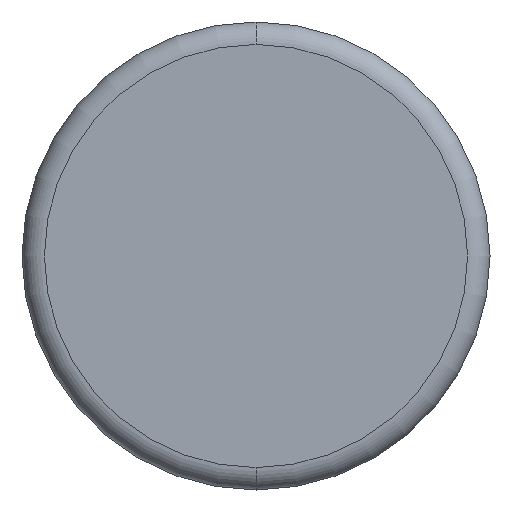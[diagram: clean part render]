
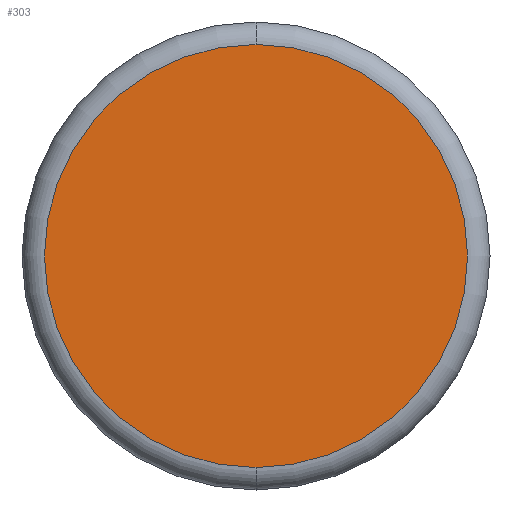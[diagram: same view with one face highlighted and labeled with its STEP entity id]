
A CAD part, front view. The second image highlights one B-rep face of the part: STEP entity #303.
In plain terms, the highlighted planar face has unit normal (0, -1, 0).
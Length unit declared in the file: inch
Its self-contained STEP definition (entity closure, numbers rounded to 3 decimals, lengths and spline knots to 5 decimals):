
#41 = CARTESIAN_POINT ( 'NONE',  ( 0., 0., 0. ) ) ;
#53 = ORIENTED_EDGE ( 'NONE', *, *, #224, .T. ) ;
#58 = DIRECTION ( 'NONE',  ( 0., 0., -1. ) ) ;
#70 = EDGE_CURVE ( 'NONE', #282, #171, #89, .T. ) ;
#78 = CARTESIAN_POINT ( 'NONE',  ( 0., 0., 0. ) ) ;
#89 = CIRCLE ( 'NONE', #305, 0.2825 ) ;
#96 = DIRECTION ( 'NONE',  ( 0., -1., 0. ) ) ;
#97 = AXIS2_PLACEMENT_3D ( 'NONE', #41, #333, #246 ) ;
#109 = ORIENTED_EDGE ( 'NONE', *, *, #70, .T. ) ;
#171 = VERTEX_POINT ( 'NONE', #324 ) ;
#191 = DIRECTION ( 'NONE',  ( 0., 0., -1. ) ) ;
#198 = PLANE ( 'NONE',  #384 ) ;
#224 = EDGE_CURVE ( 'NONE', #171, #282, #286, .T. ) ;
#246 = DIRECTION ( 'NONE',  ( 0., 0., -1. ) ) ;
#259 = FACE_OUTER_BOUND ( 'NONE', #281, .T. ) ;
#269 = CARTESIAN_POINT ( 'NONE',  ( 0., 0., 0. ) ) ;
#281 = EDGE_LOOP ( 'NONE', ( #109, #53 ) ) ;
#282 = VERTEX_POINT ( 'NONE', #296 ) ;
#286 = CIRCLE ( 'NONE', #97, 0.2825 ) ;
#296 = CARTESIAN_POINT ( 'NONE',  ( 0., 0., -0.2825 ) ) ;
#303 = ADVANCED_FACE ( 'NONE', ( #259 ), #198, .T. ) ;
#305 = AXIS2_PLACEMENT_3D ( 'NONE', #78, #344, #191 ) ;
#324 = CARTESIAN_POINT ( 'NONE',  ( 0., 0., 0.2825 ) ) ;
#333 = DIRECTION ( 'NONE',  ( 0., -1., 0. ) ) ;
#344 = DIRECTION ( 'NONE',  ( 0., -1., 0. ) ) ;
#384 = AXIS2_PLACEMENT_3D ( 'NONE', #269, #96, #58 ) ;
